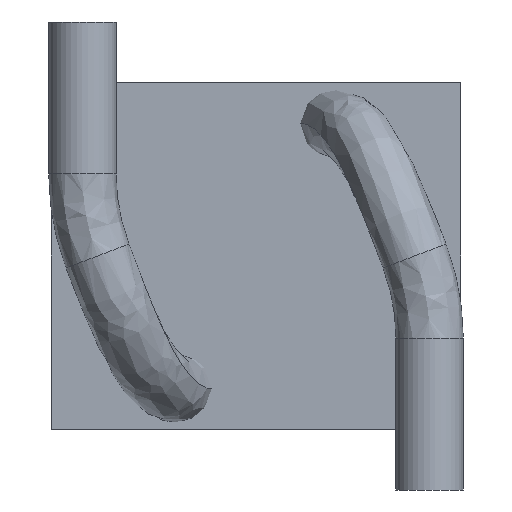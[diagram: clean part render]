
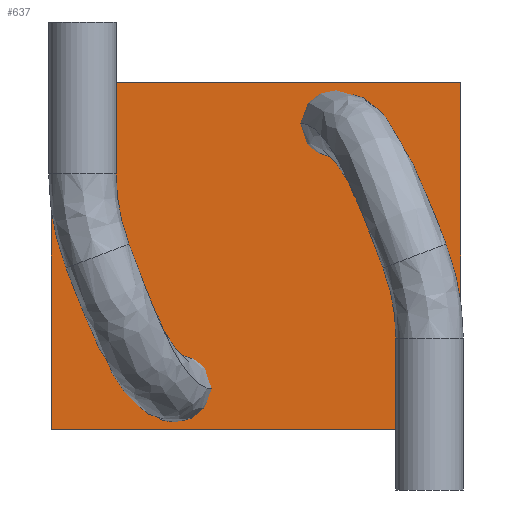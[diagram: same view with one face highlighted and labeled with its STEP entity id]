
A CAD part, front view. The second image highlights one B-rep face of the part: STEP entity #637.
In plain terms, the highlighted planar face has unit normal (0, -1, 0).
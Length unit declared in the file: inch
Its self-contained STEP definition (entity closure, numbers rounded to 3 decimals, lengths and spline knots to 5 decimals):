
#30 = VECTOR ( 'NONE', #792, 39.37008 ) ;
#68 = LINE ( 'NONE', #1387, #515 ) ;
#73 = ORIENTED_EDGE ( 'NONE', *, *, #610, .T. ) ;
#82 = VERTEX_POINT ( 'NONE', #1315 ) ;
#90 = PLANE ( 'NONE',  #1042 ) ;
#96 = EDGE_LOOP ( 'NONE', ( #400, #1201, #73, #323 ) ) ;
#100 = DIRECTION ( 'NONE',  ( -1., 0., 0. ) ) ;
#110 = DIRECTION ( 'NONE',  ( 0., -1., 0. ) ) ;
#191 = VERTEX_POINT ( 'NONE', #1035 ) ;
#224 = CARTESIAN_POINT ( 'NONE',  ( 0.12037, 0.054, -0.67334 ) ) ;
#302 = EDGE_CURVE ( 'NONE', #1502, #191, #866, .T. ) ;
#307 = CARTESIAN_POINT ( 'NONE',  ( -0.01537, 0.054, -0.67334 ) ) ;
#323 = ORIENTED_EDGE ( 'NONE', *, *, #846, .T. ) ;
#385 = EDGE_CURVE ( 'NONE', #82, #1502, #1558, .T. ) ;
#400 = ORIENTED_EDGE ( 'NONE', *, *, #385, .T. ) ;
#486 = DIRECTION ( 'NONE',  ( 1., 0., 0. ) ) ;
#515 = VECTOR ( 'NONE', #100, 39.37008 ) ;
#610 = EDGE_CURVE ( 'NONE', #191, #733, #68, .T. ) ;
#637 = ADVANCED_FACE ( 'NONE', ( #1213 ), #90, .T. ) ;
#715 = LINE ( 'NONE', #307, #30 ) ;
#733 = VERTEX_POINT ( 'NONE', #847 ) ;
#792 = DIRECTION ( 'NONE',  ( 0., 0., -1. ) ) ;
#846 = EDGE_CURVE ( 'NONE', #733, #82, #715, .T. ) ;
#847 = CARTESIAN_POINT ( 'NONE',  ( -0.01537, 0.054, 0.05737 ) ) ;
#866 = LINE ( 'NONE', #224, #887 ) ;
#887 = VECTOR ( 'NONE', #1119, 39.37008 ) ;
#1035 = CARTESIAN_POINT ( 'NONE',  ( 0.12037, 0.054, 0.05737 ) ) ;
#1042 = AXIS2_PLACEMENT_3D ( 'NONE', #1379, #110, #1249 ) ;
#1119 = DIRECTION ( 'NONE',  ( 0., 0., 1. ) ) ;
#1145 = VECTOR ( 'NONE', #486, 39.37008 ) ;
#1160 = CARTESIAN_POINT ( 'NONE',  ( 0.0525, 0.054, -0.05737 ) ) ;
#1198 = CARTESIAN_POINT ( 'NONE',  ( 0.12037, 0.054, -0.05737 ) ) ;
#1201 = ORIENTED_EDGE ( 'NONE', *, *, #302, .T. ) ;
#1213 = FACE_OUTER_BOUND ( 'NONE', #96, .T. ) ;
#1249 = DIRECTION ( 'NONE',  ( 0., 0., -1. ) ) ;
#1315 = CARTESIAN_POINT ( 'NONE',  ( -0.01537, 0.054, -0.05737 ) ) ;
#1379 = CARTESIAN_POINT ( 'NONE',  ( 0.0525, 0.054, -0.67334 ) ) ;
#1387 = CARTESIAN_POINT ( 'NONE',  ( 0.0525, 0.054, 0.05737 ) ) ;
#1502 = VERTEX_POINT ( 'NONE', #1198 ) ;
#1558 = LINE ( 'NONE', #1160, #1145 ) ;
